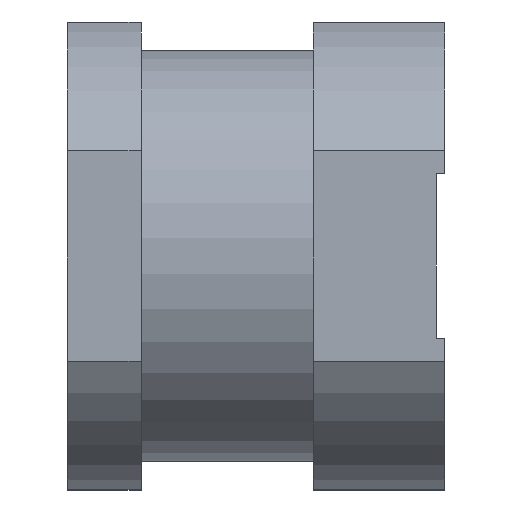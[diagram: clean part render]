
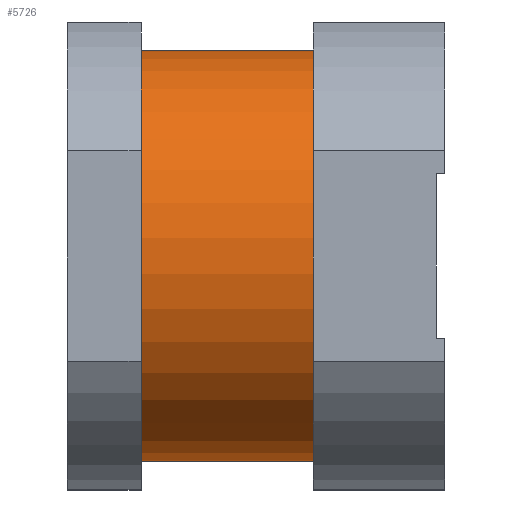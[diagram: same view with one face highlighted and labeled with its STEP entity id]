
A CAD part, left-side view. The second image highlights one B-rep face of the part: STEP entity #5726.
In plain terms, the highlighted cylindrical face has radius 2.5 mm (diameter 5 mm), a partial arc.
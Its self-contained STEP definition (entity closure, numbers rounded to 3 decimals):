
#12 = DIRECTION ( 'NONE',  ( 0., 0., 1. ) ) ;
#106 = VERTEX_POINT ( 'NONE', #4874 ) ;
#277 = EDGE_CURVE ( 'NONE', #1272, #3874, #5731, .T. ) ;
#354 = ORIENTED_EDGE ( 'NONE', *, *, #6937, .F. ) ;
#508 = CIRCLE ( 'NONE', #5068, 2.5 ) ;
#552 = CIRCLE ( 'NONE', #4125, 2.5 ) ;
#751 = DIRECTION ( 'NONE',  ( 0., 1., 0. ) ) ;
#1080 = VERTEX_POINT ( 'NONE', #7558 ) ;
#1101 = DIRECTION ( 'NONE',  ( 0., -1., 0. ) ) ;
#1167 = DIRECTION ( 'NONE',  ( 0., 0., 1. ) ) ;
#1205 = ORIENTED_EDGE ( 'NONE', *, *, #1953, .F. ) ;
#1272 = VERTEX_POINT ( 'NONE', #6510 ) ;
#1311 = ORIENTED_EDGE ( 'NONE', *, *, #277, .T. ) ;
#1316 = EDGE_CURVE ( 'NONE', #4318, #6635, #5016, .T. ) ;
#1433 = CARTESIAN_POINT ( 'NONE',  ( 0., 3.6, 0. ) ) ;
#1478 = DIRECTION ( 'NONE',  ( 0., 0., 1. ) ) ;
#1591 = VERTEX_POINT ( 'NONE', #7805 ) ;
#1712 = LINE ( 'NONE', #4140, #6737 ) ;
#1719 = CARTESIAN_POINT ( 'NONE',  ( -0.25, 3.6, -2.487 ) ) ;
#1729 = CARTESIAN_POINT ( 'NONE',  ( -0.25, 3.6, 2.487 ) ) ;
#1778 = DIRECTION ( 'NONE',  ( 0., 1., 0. ) ) ;
#1825 = CARTESIAN_POINT ( 'NONE',  ( 0., 1.5, 2.5 ) ) ;
#1953 = EDGE_CURVE ( 'NONE', #6635, #1591, #4035, .T. ) ;
#1985 = CYLINDRICAL_SURFACE ( 'NONE', #5890, 2.5 ) ;
#1987 = DIRECTION ( 'NONE',  ( 0., 0., 1. ) ) ;
#2107 = DIRECTION ( 'NONE',  ( 0., 0., 1. ) ) ;
#2110 = ORIENTED_EDGE ( 'NONE', *, *, #1316, .F. ) ;
#2274 = CIRCLE ( 'NONE', #5687, 2.5 ) ;
#2512 = CARTESIAN_POINT ( 'NONE',  ( 0., 1.5, 0. ) ) ;
#2671 = VECTOR ( 'NONE', #2763, 1000. ) ;
#2726 = CARTESIAN_POINT ( 'NONE',  ( 0., 3.6, -2.5 ) ) ;
#2763 = DIRECTION ( 'NONE',  ( 0., -1., 0. ) ) ;
#2927 = DIRECTION ( 'NONE',  ( 0., 0., 1. ) ) ;
#3090 = ORIENTED_EDGE ( 'NONE', *, *, #6656, .T. ) ;
#3173 = AXIS2_PLACEMENT_3D ( 'NONE', #6654, #1778, #1167 ) ;
#3196 = FACE_OUTER_BOUND ( 'NONE', #6421, .T. ) ;
#3343 = CARTESIAN_POINT ( 'NONE',  ( 0., 3.6, 0. ) ) ;
#3652 = CARTESIAN_POINT ( 'NONE',  ( 0., 1.5, -2.5 ) ) ;
#3853 = EDGE_CURVE ( 'NONE', #1272, #4318, #508, .T. ) ;
#3874 = VERTEX_POINT ( 'NONE', #3652 ) ;
#3918 = DIRECTION ( 'NONE',  ( 0., 1., 0. ) ) ;
#4014 = AXIS2_PLACEMENT_3D ( 'NONE', #5412, #7329, #2927 ) ;
#4035 = CIRCLE ( 'NONE', #5154, 2.5 ) ;
#4125 = AXIS2_PLACEMENT_3D ( 'NONE', #2512, #7379, #12 ) ;
#4140 = CARTESIAN_POINT ( 'NONE',  ( 0., 3.6, 2.5 ) ) ;
#4318 = VERTEX_POINT ( 'NONE', #1719 ) ;
#4376 = CARTESIAN_POINT ( 'NONE',  ( 0., 1.5, 0. ) ) ;
#4568 = EDGE_CURVE ( 'NONE', #1080, #106, #552, .T. ) ;
#4874 = CARTESIAN_POINT ( 'NONE',  ( -0.25, 1.5, 2.487 ) ) ;
#4906 = CARTESIAN_POINT ( 'NONE',  ( 0., 3.6, 0. ) ) ;
#4927 = CIRCLE ( 'NONE', #3173, 2.5 ) ;
#5016 = CIRCLE ( 'NONE', #4014, 2.5 ) ;
#5068 = AXIS2_PLACEMENT_3D ( 'NONE', #4906, #5765, #1478 ) ;
#5148 = DIRECTION ( 'NONE',  ( 0., 0., -1. ) ) ;
#5154 = AXIS2_PLACEMENT_3D ( 'NONE', #1433, #3918, #2107 ) ;
#5207 = ORIENTED_EDGE ( 'NONE', *, *, #6746, .T. ) ;
#5412 = CARTESIAN_POINT ( 'NONE',  ( 0., 3.6, 0. ) ) ;
#5669 = DIRECTION ( 'NONE',  ( 0., -1., 0. ) ) ;
#5687 = AXIS2_PLACEMENT_3D ( 'NONE', #4376, #751, #1987 ) ;
#5726 = ADVANCED_FACE ( 'NONE', ( #3196 ), #1985, .T. ) ;
#5731 = LINE ( 'NONE', #2726, #2671 ) ;
#5765 = DIRECTION ( 'NONE',  ( 0., 1., 0. ) ) ;
#5890 = AXIS2_PLACEMENT_3D ( 'NONE', #3343, #5669, #5148 ) ;
#6421 = EDGE_LOOP ( 'NONE', ( #354, #1205, #2110, #6553, #1311, #5207, #7817, #3090 ) ) ;
#6510 = CARTESIAN_POINT ( 'NONE',  ( 0., 3.6, -2.5 ) ) ;
#6553 = ORIENTED_EDGE ( 'NONE', *, *, #3853, .F. ) ;
#6635 = VERTEX_POINT ( 'NONE', #1729 ) ;
#6654 = CARTESIAN_POINT ( 'NONE',  ( 0., 1.5, 0. ) ) ;
#6656 = EDGE_CURVE ( 'NONE', #106, #6946, #4927, .T. ) ;
#6737 = VECTOR ( 'NONE', #1101, 1000. ) ;
#6746 = EDGE_CURVE ( 'NONE', #3874, #1080, #2274, .T. ) ;
#6937 = EDGE_CURVE ( 'NONE', #1591, #6946, #1712, .T. ) ;
#6946 = VERTEX_POINT ( 'NONE', #1825 ) ;
#7329 = DIRECTION ( 'NONE',  ( 0., 1., 0. ) ) ;
#7379 = DIRECTION ( 'NONE',  ( 0., 1., 0. ) ) ;
#7558 = CARTESIAN_POINT ( 'NONE',  ( -0.25, 1.5, -2.487 ) ) ;
#7805 = CARTESIAN_POINT ( 'NONE',  ( 0., 3.6, 2.5 ) ) ;
#7817 = ORIENTED_EDGE ( 'NONE', *, *, #4568, .T. ) ;
